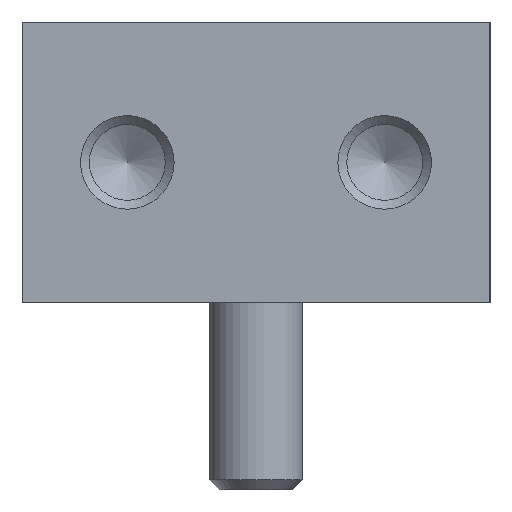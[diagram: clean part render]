
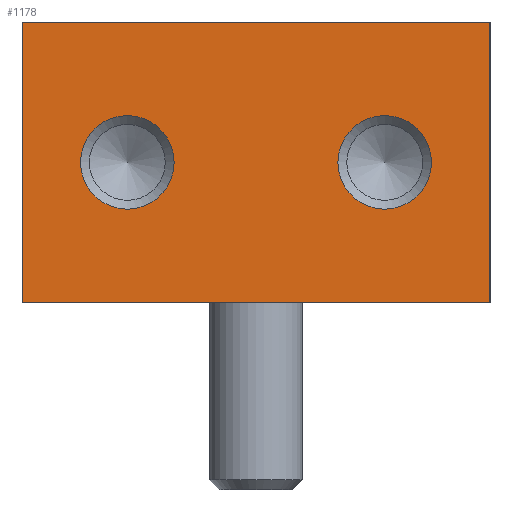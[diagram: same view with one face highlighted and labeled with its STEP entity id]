
A CAD part, left-side view. The second image highlights one B-rep face of the part: STEP entity #1178.
In plain terms, the highlighted face is planar.
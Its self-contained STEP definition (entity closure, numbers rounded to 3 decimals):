
#97=CIRCLE('',#1300,2.);
#98=CIRCLE('',#1301,2.);
#181=ORIENTED_EDGE('',*,*,#492,.F.);
#182=ORIENTED_EDGE('',*,*,#493,.F.);
#183=ORIENTED_EDGE('',*,*,#466,.T.);
#184=ORIENTED_EDGE('',*,*,#494,.F.);
#185=ORIENTED_EDGE('',*,*,#495,.F.);
#186=ORIENTED_EDGE('',*,*,#490,.T.);
#466=EDGE_CURVE('',#624,#623,#734,.T.);
#490=EDGE_CURVE('',#646,#624,#745,.T.);
#492=EDGE_CURVE('',#647,#647,#97,.T.);
#493=EDGE_CURVE('',#648,#648,#98,.T.);
#494=EDGE_CURVE('',#649,#623,#747,.T.);
#495=EDGE_CURVE('',#646,#649,#748,.T.);
#623=VERTEX_POINT('',#1826);
#624=VERTEX_POINT('',#1828);
#646=VERTEX_POINT('',#1876);
#647=VERTEX_POINT('',#1880);
#648=VERTEX_POINT('',#1882);
#649=VERTEX_POINT('',#1884);
#734=LINE('',#1827,#819);
#745=LINE('',#1875,#830);
#747=LINE('',#1883,#832);
#748=LINE('',#1885,#833);
#819=VECTOR('',#1439,1000.);
#830=VECTOR('',#1480,1000.);
#832=VECTOR('',#1488,1000.);
#833=VECTOR('',#1489,1000.);
#910=EDGE_LOOP('',(#181));
#911=EDGE_LOOP('',(#182));
#912=EDGE_LOOP('',(#183,#184,#185,#186));
#1025=FACE_BOUND('',#910,.T.);
#1026=FACE_BOUND('',#911,.T.);
#1027=FACE_BOUND('',#912,.T.);
#1138=PLANE('',#1299);
#1178=ADVANCED_FACE('',(#1025,#1026,#1027),#1138,.F.);
#1299=AXIS2_PLACEMENT_3D('',#1878,#1482,#1483);
#1300=AXIS2_PLACEMENT_3D('',#1879,#1484,#1485);
#1301=AXIS2_PLACEMENT_3D('',#1881,#1486,#1487);
#1439=DIRECTION('',(0.,1.,0.));
#1480=DIRECTION('',(0.,0.,-1.));
#1482=DIRECTION('',(-1.,0.,0.));
#1483=DIRECTION('',(0.,0.,1.));
#1484=DIRECTION('',(1.,0.,0.));
#1485=DIRECTION('',(0.,0.,-1.));
#1486=DIRECTION('',(1.,0.,0.));
#1487=DIRECTION('',(0.,0.,-1.));
#1488=DIRECTION('',(0.,0.,-1.));
#1489=DIRECTION('',(0.,1.,0.));
#1826=CARTESIAN_POINT('',(20.,10.,-6.));
#1827=CARTESIAN_POINT('',(20.,-10.,-6.));
#1828=CARTESIAN_POINT('',(20.,-10.,-6.));
#1875=CARTESIAN_POINT('',(20.,-10.,6.));
#1876=CARTESIAN_POINT('',(20.,-10.,6.));
#1878=CARTESIAN_POINT('',(20.,-10.,6.));
#1879=CARTESIAN_POINT('',(20.,-5.5,0.));
#1880=CARTESIAN_POINT('',(20.,-5.5,-2.));
#1881=CARTESIAN_POINT('',(20.,5.5,0.));
#1882=CARTESIAN_POINT('',(20.,5.5,-2.));
#1883=CARTESIAN_POINT('',(20.,10.,6.));
#1884=CARTESIAN_POINT('',(20.,10.,6.));
#1885=CARTESIAN_POINT('',(20.,-10.,6.));
